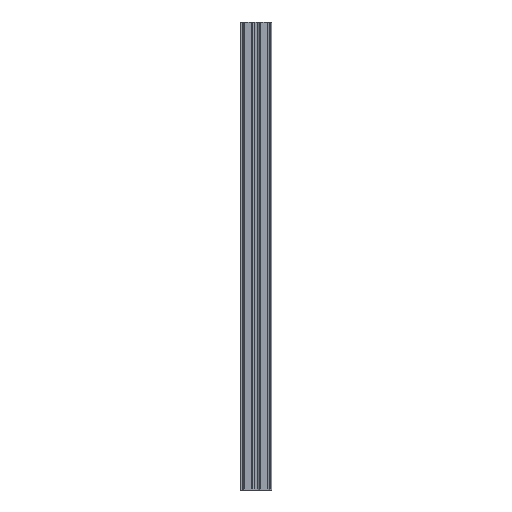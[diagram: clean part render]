
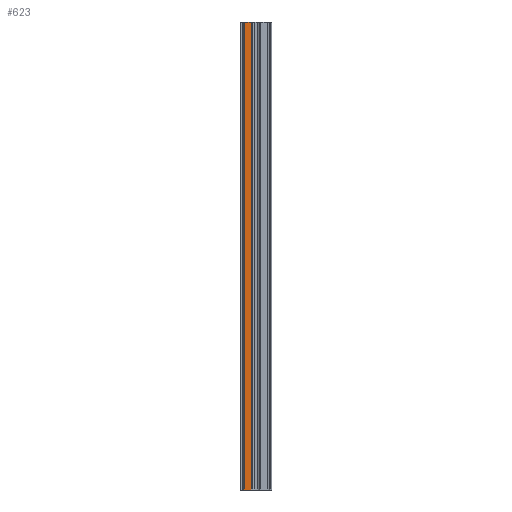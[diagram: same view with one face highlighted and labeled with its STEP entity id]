
A CAD part, left-side view. The second image highlights one B-rep face of the part: STEP entity #623.
In plain terms, the highlighted planar face has unit normal (-1, 0, 0).
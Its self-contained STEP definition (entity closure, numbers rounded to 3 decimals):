
#26 = CARTESIAN_POINT ( 'NONE',  ( -7.5, 7.5, 1000. ) ) ;
#84 = ORIENTED_EDGE ( 'NONE', *, *, #3181, .F. ) ;
#118 = VERTEX_POINT ( 'NONE', #2481 ) ;
#354 = DIRECTION ( 'NONE',  ( 1., 0., 0. ) ) ;
#379 = DIRECTION ( 'NONE',  ( 0., 1., 0. ) ) ;
#409 = EDGE_LOOP ( 'NONE', ( #4271, #2307, #84, #2702 ) ) ;
#470 = EDGE_CURVE ( 'NONE', #118, #1569, #2423, .T. ) ;
#623 = ADVANCED_FACE ( 'NONE', ( #3355 ), #1333, .F. ) ;
#660 = DIRECTION ( 'NONE',  ( 0., 1., 0. ) ) ;
#774 = CARTESIAN_POINT ( 'NONE',  ( -7.5, 0., 0. ) ) ;
#895 = VERTEX_POINT ( 'NONE', #1897 ) ;
#1050 = EDGE_CURVE ( 'NONE', #895, #3692, #1724, .T. ) ;
#1264 = VECTOR ( 'NONE', #660, 1000. ) ;
#1333 = PLANE ( 'NONE',  #2161 ) ;
#1569 = VERTEX_POINT ( 'NONE', #1596 ) ;
#1596 = CARTESIAN_POINT ( 'NONE',  ( -7.5, 5.586, 0. ) ) ;
#1646 = DIRECTION ( 'NONE',  ( 0., 0., -1. ) ) ;
#1724 = LINE ( 'NONE', #2980, #1264 ) ;
#1897 = CARTESIAN_POINT ( 'NONE',  ( -7.5, 2.25, 225. ) ) ;
#1973 = LINE ( 'NONE', #3912, #3504 ) ;
#2037 = DIRECTION ( 'NONE',  ( 0., 0., 1. ) ) ;
#2161 = AXIS2_PLACEMENT_3D ( 'NONE', #26, #354, #379 ) ;
#2307 = ORIENTED_EDGE ( 'NONE', *, *, #470, .F. ) ;
#2423 = LINE ( 'NONE', #774, #2572 ) ;
#2481 = CARTESIAN_POINT ( 'NONE',  ( -7.5, 2.25, 0. ) ) ;
#2572 = VECTOR ( 'NONE', #4109, 1000. ) ;
#2702 = ORIENTED_EDGE ( 'NONE', *, *, #1050, .T. ) ;
#2803 = VECTOR ( 'NONE', #2037, 1000. ) ;
#2980 = CARTESIAN_POINT ( 'NONE',  ( -7.5, 7.5, 225. ) ) ;
#3010 = CARTESIAN_POINT ( 'NONE',  ( -7.5, 5.586, 225. ) ) ;
#3181 = EDGE_CURVE ( 'NONE', #895, #118, #1973, .T. ) ;
#3309 = EDGE_CURVE ( 'NONE', #1569, #3692, #4005, .T. ) ;
#3355 = FACE_OUTER_BOUND ( 'NONE', #409, .T. ) ;
#3504 = VECTOR ( 'NONE', #1646, 1000. ) ;
#3692 = VERTEX_POINT ( 'NONE', #3010 ) ;
#3912 = CARTESIAN_POINT ( 'NONE',  ( -7.5, 2.25, 1000. ) ) ;
#4005 = LINE ( 'NONE', #4092, #2803 ) ;
#4092 = CARTESIAN_POINT ( 'NONE',  ( -7.5, 5.586, 1000. ) ) ;
#4109 = DIRECTION ( 'NONE',  ( 0., 1., 0. ) ) ;
#4271 = ORIENTED_EDGE ( 'NONE', *, *, #3309, .F. ) ;
